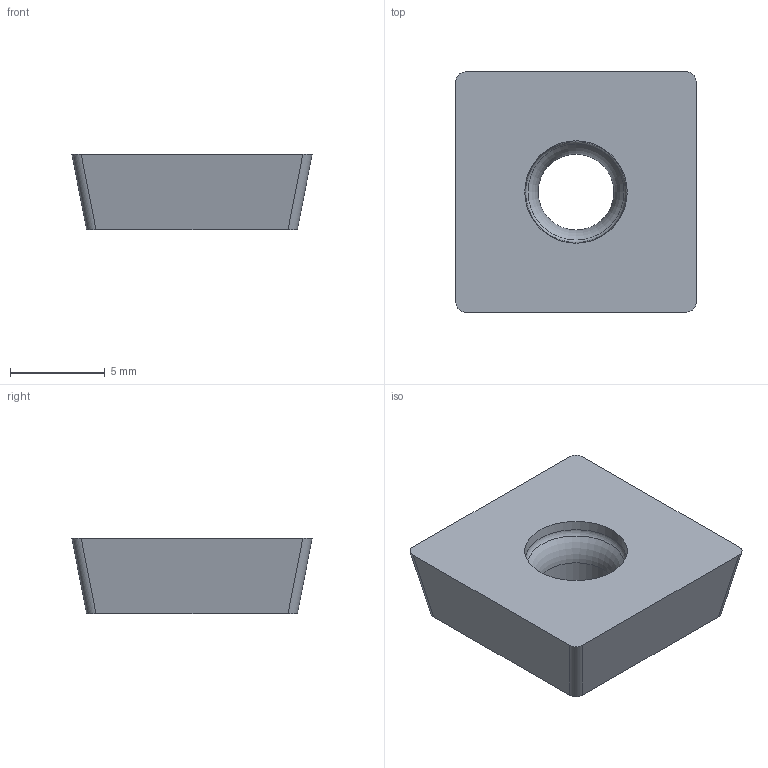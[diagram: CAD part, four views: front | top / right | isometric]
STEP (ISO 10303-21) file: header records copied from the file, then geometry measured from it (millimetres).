
FILE_DESCRIPTION(/* description */ (''),/* implementation_level */ '2;1');
FILE_NAME(/* name */ 'aaa336605_b.stp',/* time_stamp */ '2020-06-10T15:41:14+02:00',/* author */ (''),/* organization */ ('SMS'),/* preprocessor_version */ 'ST-DEVELOPER v16.7',/* originating_system */ 'SIEMENS PLM Software NX 12.0',/* authorisation */ '');
FILE_SCHEMA (('AUTOMOTIVE_DESIGN { 1 0 10303 214 3 1 1 1 }'));
Length unit declared in the file: millimetre
Products named in the file (1): AAA336605_B
Bounding box: 12.65 x 12.65 x 4 mm (x, y, z)
Volume: 502.6 mm3; surface area: 495.1 mm2
Topology: 1 solids, 1 shells, 14 faces, 36 edges, 26 vertices
Faces by surface type: plane 6, cylinder 5, torus 2, cone 1
Full cylindrical faces by diameter (mm): 4 x1
Entity records: 496 total; most frequent: CARTESIAN_POINT 113, DIRECTION 76, ORIENTED_EDGE 58, AXIS2_PLACEMENT_3D 30, EDGE_CURVE 29, VERTEX_POINT 21, EDGE_LOOP 20, LINE 16
